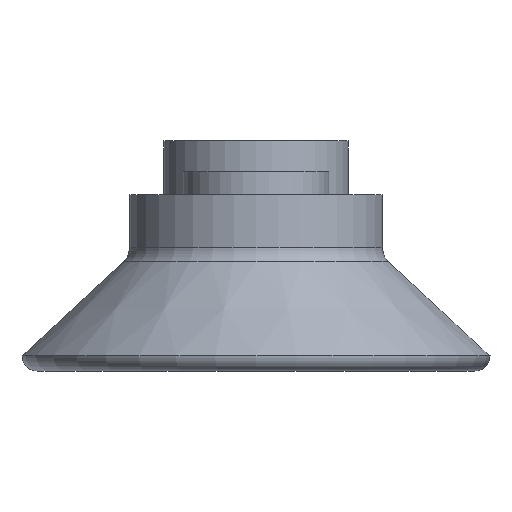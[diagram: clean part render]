
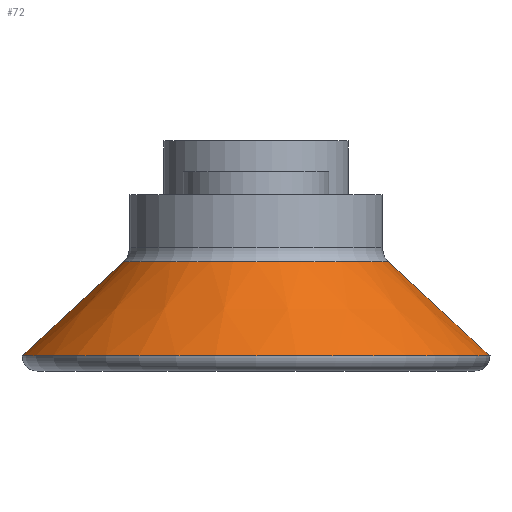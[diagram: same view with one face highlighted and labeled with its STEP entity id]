
A CAD part, left-side view. The second image highlights one B-rep face of the part: STEP entity #72.
In plain terms, the highlighted conical face has half-angle 47.121 degrees and reference radius 17.299 mm.
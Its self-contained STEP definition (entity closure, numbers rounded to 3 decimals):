
#72 = ADVANCED_FACE( '', ( #142 ), #143, .T. );
#142 = FACE_OUTER_BOUND( '', #274, .T. );
#143 = CONICAL_SURFACE( '', #275, 17.299, 0.822 );
#274 = EDGE_LOOP( '', ( #474, #475, #476, #477 ) );
#275 = AXIS2_PLACEMENT_3D( '', #478, #479, #480 );
#474 = ORIENTED_EDGE( '', *, *, #577, .F. );
#475 = ORIENTED_EDGE( '', *, *, #611, .F. );
#476 = ORIENTED_EDGE( '', *, *, #612, .T. );
#477 = ORIENTED_EDGE( '', *, *, #606, .T. );
#478 = CARTESIAN_POINT( '', ( -38.5, 0., 12.258 ) );
#479 = DIRECTION( '', ( 0., 0., -1. ) );
#480 = DIRECTION( '', ( -1., 0., 0. ) );
#577 = EDGE_CURVE( '', #662, #664, #665, .T. );
#606 = EDGE_CURVE( '', #710, #664, #711, .T. );
#611 = EDGE_CURVE( '', #715, #662, #717, .T. );
#612 = EDGE_CURVE( '', #715, #710, #718, .T. );
#662 = VERTEX_POINT( '', #826 );
#664 = VERTEX_POINT( '', #828 );
#665 = CIRCLE( '', #829, 30.5 );
#710 = VERTEX_POINT( '', #886 );
#711 = LINE( '', #887, #888 );
#715 = VERTEX_POINT( '', #895 );
#717 = LINE( '', #898, #899 );
#718 = CIRCLE( '', #900, 17.299 );
#826 = CARTESIAN_POINT( '', ( -38.5, -30.5, 0. ) );
#828 = CARTESIAN_POINT( '', ( -38.5, 30.5, 0. ) );
#829 = AXIS2_PLACEMENT_3D( '', #966, #967, #968 );
#886 = CARTESIAN_POINT( '', ( -38.5, 17.299, 12.258 ) );
#887 = CARTESIAN_POINT( '', ( -38.5, 17.299, 12.258 ) );
#888 = VECTOR( '', #1029, 1000. );
#895 = CARTESIAN_POINT( '', ( -38.5, -17.299, 12.258 ) );
#898 = CARTESIAN_POINT( '', ( -38.5, -17.299, 12.258 ) );
#899 = VECTOR( '', #1034, 1000. );
#900 = AXIS2_PLACEMENT_3D( '', #1035, #1036, #1037 );
#966 = CARTESIAN_POINT( '', ( -38.5, 0., 0. ) );
#967 = DIRECTION( '', ( 0., 0., -1. ) );
#968 = DIRECTION( '', ( 0., -1., 0. ) );
#1029 = DIRECTION( '', ( 0., 0.733, -0.68 ) );
#1034 = DIRECTION( '', ( 0., -0.733, -0.68 ) );
#1035 = CARTESIAN_POINT( '', ( -38.5, 0., 12.258 ) );
#1036 = DIRECTION( '', ( 0., 0., -1. ) );
#1037 = DIRECTION( '', ( 0., -1., 0. ) );
